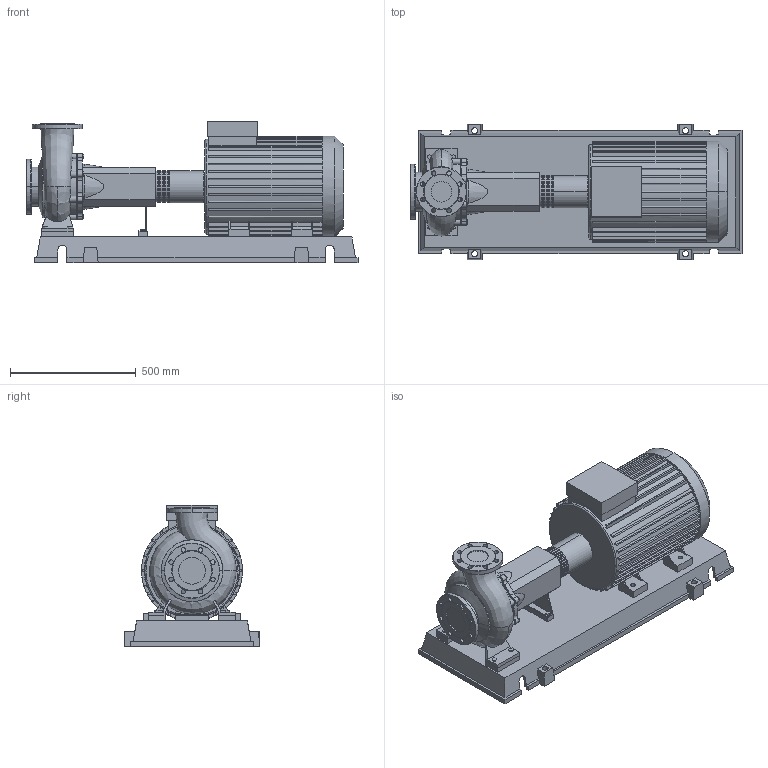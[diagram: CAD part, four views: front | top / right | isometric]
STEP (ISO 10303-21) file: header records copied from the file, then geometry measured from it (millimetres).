
FILE_DESCRIPTION((''),'2;1');
FILE_NAME('3d_NL80_200-37-2-05-4109260.stp','2015-03-03T07:54:24',(''),(''),'Mechanical Desktop 2009','Mechanical Desktop 2009',', , ');
FILE_SCHEMA(('CONFIG_CONTROL_DESIGN'));
Length unit declared in the file: millimetre
Products named in the file (1): Product
Bounding box: 1322.5 x 540 x 564 mm (x, y, z)
Volume: 101746066.9 mm3; surface area: 4421022.1 mm2
Topology: 14 solids, 14 shells, 858 faces, 2300 edges, 1513 vertices
Faces by surface type: plane 449, cylinder 230, bspline 151, cone 14, torus 14
Entity records: 30807 total; most frequent: CARTESIAN_POINT 9111, ORIENTED_EDGE 4602, DIRECTION 4363, EDGE_CURVE 2301, VERTEX_POINT 1511, AXIS2_PLACEMENT_3D 1459, VECTOR 1445, LINE 1445
